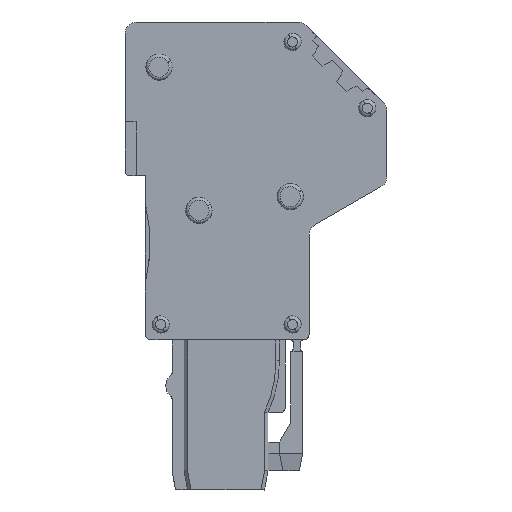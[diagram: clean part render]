
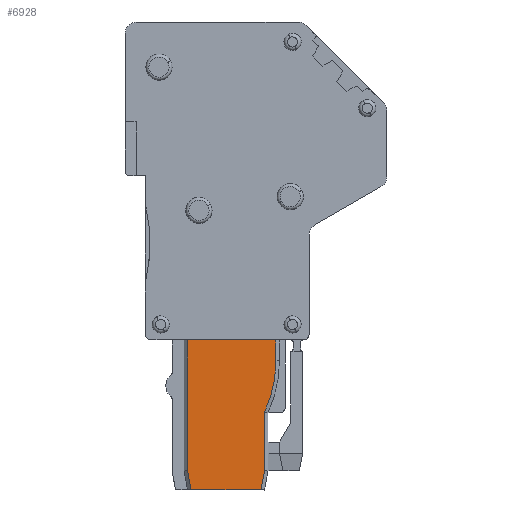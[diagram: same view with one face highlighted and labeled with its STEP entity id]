
A CAD part, left-side view. The second image highlights one B-rep face of the part: STEP entity #6928.
In plain terms, the highlighted planar face has unit normal (-1, 0, 0).
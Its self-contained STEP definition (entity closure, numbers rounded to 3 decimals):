
#5865=AXIS2_PLACEMENT_3D('Circle Axis2P3D',#5863,#5864,$) ;
#6911=AXIS2_PLACEMENT_3D('Plane Axis2P3D',#6908,#6909,#6910) ;
#229=CARTESIAN_POINT('Vertex',(3.175,17.45,13.15)) ;
#232=CARTESIAN_POINT('Line Origine',(3.175,13.575,13.15)) ;
#236=CARTESIAN_POINT('Vertex',(3.175,9.7,13.15)) ;
#623=CARTESIAN_POINT('Vertex',(3.175,11.005,0.)) ;
#626=CARTESIAN_POINT('Line Origine',(3.175,14.078,0.)) ;
#630=CARTESIAN_POINT('Vertex',(3.175,17.152,0.)) ;
#1447=CARTESIAN_POINT('Vertex',(3.175,10.7,1.728)) ;
#1455=CARTESIAN_POINT('Vertex',(3.175,10.7,6.821)) ;
#1458=CARTESIAN_POINT('Line Origine',(3.175,10.7,6.575)) ;
#1572=CARTESIAN_POINT('Line Origine',(3.175,9.845,6.575)) ;
#5860=CARTESIAN_POINT('Vertex',(3.175,9.7,11.337)) ;
#5863=CARTESIAN_POINT('Axis2P3D Location',(3.175,20.4,11.337)) ;
#6727=CARTESIAN_POINT('Line Origine',(3.175,18.024,4.947)) ;
#6731=CARTESIAN_POINT('Vertex',(3.175,17.45,1.693)) ;
#6896=CARTESIAN_POINT('Line Origine',(3.175,17.45,6.575)) ;
#6908=CARTESIAN_POINT('Axis2P3D Location',(3.175,14.45,-0.25)) ;
#6913=CARTESIAN_POINT('Line Origine',(3.175,9.7,12.244)) ;
#233=DIRECTION('Vector Direction',(0.,1.,0.)) ;
#627=DIRECTION('Vector Direction',(0.,-1.,0.)) ;
#1459=DIRECTION('Vector Direction',(0.,0.,-1.)) ;
#1573=DIRECTION('Vector Direction',(0.,0.174,-0.985)) ;
#5864=DIRECTION('Axis2P3D Direction',(-1.,0.,0.)) ;
#6728=DIRECTION('Vector Direction',(0.,-0.174,-0.985)) ;
#6897=DIRECTION('Vector Direction',(0.,0.,-1.)) ;
#6909=DIRECTION('Axis2P3D Direction',(-1.,0.,0.)) ;
#6910=DIRECTION('Axis2P3D XDirection',(0.,1.,0.)) ;
#6914=DIRECTION('Vector Direction',(0.,0.,1.)) ;
#234=VECTOR('Line Direction',#233,1.) ;
#628=VECTOR('Line Direction',#627,1.) ;
#1460=VECTOR('Line Direction',#1459,1.) ;
#1574=VECTOR('Line Direction',#1573,1.) ;
#6729=VECTOR('Line Direction',#6728,1.) ;
#6898=VECTOR('Line Direction',#6897,1.) ;
#6915=VECTOR('Line Direction',#6914,1.) ;
#6919=ORIENTED_EDGE('',*,*,#632,.T.) ;
#6920=ORIENTED_EDGE('',*,*,#1576,.F.) ;
#6921=ORIENTED_EDGE('',*,*,#1462,.F.) ;
#6922=ORIENTED_EDGE('',*,*,#5867,.F.) ;
#6923=ORIENTED_EDGE('',*,*,#6917,.F.) ;
#6924=ORIENTED_EDGE('',*,*,#238,.T.) ;
#6925=ORIENTED_EDGE('',*,*,#6900,.F.) ;
#6926=ORIENTED_EDGE('',*,*,#6733,.F.) ;
#6928=ADVANCED_FACE('GH WP2.5/1AN ZA.1\\Koerper.2',(#6927),#6912,.T.) ;
#5866=CIRCLE('generated circle',#5865,10.7) ;
#238=EDGE_CURVE('',#237,#230,#235,.T.) ;
#632=EDGE_CURVE('',#631,#624,#629,.T.) ;
#1462=EDGE_CURVE('',#1456,#1448,#1461,.T.) ;
#1576=EDGE_CURVE('',#1448,#624,#1575,.T.) ;
#5867=EDGE_CURVE('',#5861,#1456,#5866,.F.) ;
#6733=EDGE_CURVE('',#631,#6732,#6730,.F.) ;
#6900=EDGE_CURVE('',#6732,#230,#6899,.F.) ;
#6917=EDGE_CURVE('',#237,#5861,#6916,.F.) ;
#6918=EDGE_LOOP('',(#6919,#6920,#6921,#6922,#6923,#6924,#6925,#6926)) ;
#6927=FACE_OUTER_BOUND('',#6918,.T.) ;
#235=LINE('Line',#232,#234) ;
#629=LINE('Line',#626,#628) ;
#1461=LINE('Line',#1458,#1460) ;
#1575=LINE('Line',#1572,#1574) ;
#6730=LINE('Line',#6727,#6729) ;
#6899=LINE('Line',#6896,#6898) ;
#6916=LINE('Line',#6913,#6915) ;
#6912=PLANE('',#6911) ;
#230=VERTEX_POINT('',#229) ;
#237=VERTEX_POINT('',#236) ;
#624=VERTEX_POINT('',#623) ;
#631=VERTEX_POINT('',#630) ;
#1448=VERTEX_POINT('',#1447) ;
#1456=VERTEX_POINT('',#1455) ;
#5861=VERTEX_POINT('',#5860) ;
#6732=VERTEX_POINT('',#6731) ;
